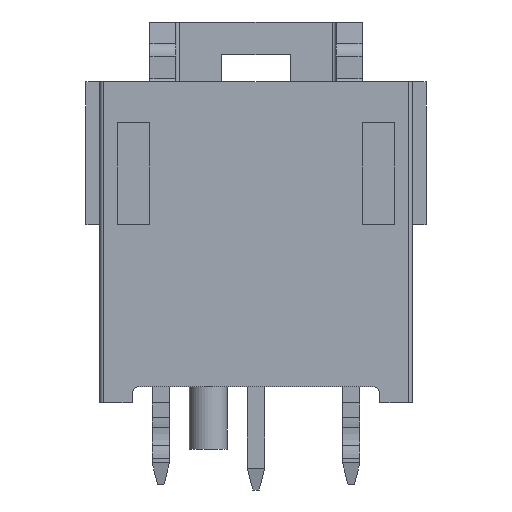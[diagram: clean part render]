
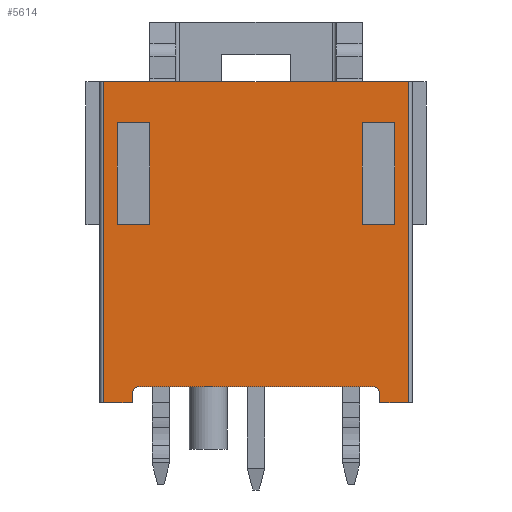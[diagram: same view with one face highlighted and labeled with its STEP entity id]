
A CAD part, front view. The second image highlights one B-rep face of the part: STEP entity #5614.
In plain terms, the highlighted planar face has unit normal (0, -1, 0).
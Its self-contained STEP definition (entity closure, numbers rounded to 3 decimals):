
#1=DIRECTION('',(0.,0.,-1.));
#2=VECTOR('',#1,11.8);
#3=CARTESIAN_POINT('',(-5.6,-5.,5.9));
#4=LINE('',#3,#2);
#5=DIRECTION('',(1.,0.,0.));
#6=VECTOR('',#5,11.2);
#7=CARTESIAN_POINT('',(-5.6,-5.,5.9));
#8=LINE('',#7,#6);
#9=DIRECTION('',(0.,0.,1.));
#10=VECTOR('',#9,11.8);
#11=CARTESIAN_POINT('',(5.6,-5.,-5.9));
#12=LINE('',#11,#10);
#13=DIRECTION('',(-1.,0.,0.));
#14=VECTOR('',#13,1.05);
#15=CARTESIAN_POINT('',(5.6,-5.,-5.9));
#16=LINE('',#15,#14);
#17=DIRECTION('',(0.,0.,1.));
#18=VECTOR('',#17,0.35);
#19=CARTESIAN_POINT('',(4.55,-5.,-5.9));
#20=LINE('',#19,#18);
#21=CARTESIAN_POINT('',(4.3,-5.,-5.55));
#22=DIRECTION('',(0.,1.,0.));
#23=DIRECTION('',(0.,0.,1.));
#24=AXIS2_PLACEMENT_3D('',#21,#22,#23);
#26=DIRECTION('',(1.,0.,0.));
#27=VECTOR('',#26,8.6);
#28=CARTESIAN_POINT('',(-4.3,-5.,-5.3));
#29=LINE('',#28,#27);
#30=CARTESIAN_POINT('',(-4.3,-5.,-5.55));
#31=DIRECTION('',(0.,1.,0.));
#32=DIRECTION('',(-1.,0.,0.));
#33=AXIS2_PLACEMENT_3D('',#30,#31,#32);
#35=DIRECTION('',(0.,0.,1.));
#36=VECTOR('',#35,0.35);
#37=CARTESIAN_POINT('',(-4.55,-5.,-5.9));
#38=LINE('',#37,#36);
#39=DIRECTION('',(-1.,0.,0.));
#40=VECTOR('',#39,1.05);
#41=CARTESIAN_POINT('',(-4.55,-5.,-5.9));
#42=LINE('',#41,#40);
#43=DIRECTION('',(0.,0.,-1.));
#44=VECTOR('',#43,3.74);
#45=CARTESIAN_POINT('',(-5.1,-5.,4.4));
#46=LINE('',#45,#44);
#47=DIRECTION('',(1.,0.,0.));
#48=VECTOR('',#47,1.2);
#49=CARTESIAN_POINT('',(-5.1,-5.,0.66));
#50=LINE('',#49,#48);
#51=DIRECTION('',(0.,0.,1.));
#52=VECTOR('',#51,3.74);
#53=CARTESIAN_POINT('',(-3.9,-5.,0.66));
#54=LINE('',#53,#52);
#55=DIRECTION('',(-1.,0.,0.));
#56=VECTOR('',#55,1.2);
#57=CARTESIAN_POINT('',(-3.9,-5.,4.4));
#58=LINE('',#57,#56);
#59=DIRECTION('',(-1.,0.,0.));
#60=VECTOR('',#59,1.2);
#61=CARTESIAN_POINT('',(5.1,-5.,4.4));
#62=LINE('',#61,#60);
#63=DIRECTION('',(0.,0.,-1.));
#64=VECTOR('',#63,3.74);
#65=CARTESIAN_POINT('',(3.9,-5.,4.4));
#66=LINE('',#65,#64);
#67=DIRECTION('',(1.,0.,0.));
#68=VECTOR('',#67,1.2);
#69=CARTESIAN_POINT('',(3.9,-5.,0.66));
#70=LINE('',#69,#68);
#71=DIRECTION('',(0.,0.,1.));
#72=VECTOR('',#71,3.74);
#73=CARTESIAN_POINT('',(5.1,-5.,0.66));
#74=LINE('',#73,#72);
#4293=CARTESIAN_POINT('',(-4.55,-5.,-5.9));
#4294=CARTESIAN_POINT('',(-4.55,-5.,-5.55));
#4295=VERTEX_POINT('',#4293);
#4296=VERTEX_POINT('',#4294);
#4297=CARTESIAN_POINT('',(-4.3,-5.,-5.3));
#4298=VERTEX_POINT('',#4297);
#4299=CARTESIAN_POINT('',(4.3,-5.,-5.3));
#4300=VERTEX_POINT('',#4299);
#4301=CARTESIAN_POINT('',(4.55,-5.,-5.55));
#4302=VERTEX_POINT('',#4301);
#4303=CARTESIAN_POINT('',(4.55,-5.,-5.9));
#4304=VERTEX_POINT('',#4303);
#5010=CARTESIAN_POINT('',(-5.6,-5.,-5.9));
#5012=VERTEX_POINT('',#5010);
#5016=CARTESIAN_POINT('',(-5.6,-5.,5.9));
#5017=VERTEX_POINT('',#5016);
#5026=CARTESIAN_POINT('',(5.6,-5.,5.9));
#5028=VERTEX_POINT('',#5026);
#5032=CARTESIAN_POINT('',(5.6,-5.,-5.9));
#5033=VERTEX_POINT('',#5032);
#5551=CARTESIAN_POINT('',(-5.1,-5.,4.4));
#5552=CARTESIAN_POINT('',(-5.1,-5.,0.66));
#5553=VERTEX_POINT('',#5551);
#5554=VERTEX_POINT('',#5552);
#5555=CARTESIAN_POINT('',(-3.9,-5.,0.66));
#5556=VERTEX_POINT('',#5555);
#5557=CARTESIAN_POINT('',(-3.9,-5.,4.4));
#5558=VERTEX_POINT('',#5557);
#5559=CARTESIAN_POINT('',(5.1,-5.,4.4));
#5560=CARTESIAN_POINT('',(3.9,-5.,4.4));
#5561=VERTEX_POINT('',#5559);
#5562=VERTEX_POINT('',#5560);
#5563=CARTESIAN_POINT('',(3.9,-5.,0.66));
#5564=VERTEX_POINT('',#5563);
#5565=CARTESIAN_POINT('',(5.1,-5.,0.66));
#5566=VERTEX_POINT('',#5565);
#5567=CARTESIAN_POINT('',(0.,-5.,0.));
#5568=DIRECTION('',(0.,1.,0.));
#5569=DIRECTION('',(1.,0.,0.));
#5570=AXIS2_PLACEMENT_3D('',#5567,#5568,#5569);
#5571=PLANE('',#5570);
#5573=ORIENTED_EDGE('',*,*,#5572,.F.);
#5575=ORIENTED_EDGE('',*,*,#5574,.T.);
#5577=ORIENTED_EDGE('',*,*,#5576,.F.);
#5579=ORIENTED_EDGE('',*,*,#5578,.T.);
#5581=ORIENTED_EDGE('',*,*,#5580,.T.);
#5583=ORIENTED_EDGE('',*,*,#5582,.F.);
#5585=ORIENTED_EDGE('',*,*,#5584,.F.);
#5587=ORIENTED_EDGE('',*,*,#5586,.F.);
#5589=ORIENTED_EDGE('',*,*,#5588,.F.);
#5591=ORIENTED_EDGE('',*,*,#5590,.T.);
#5592=EDGE_LOOP('',(#5573,#5575,#5577,#5579,#5581,#5583,#5585,#5587,#5589,
#5591));
#5593=FACE_OUTER_BOUND('',#5592,.F.);
#5595=ORIENTED_EDGE('',*,*,#5594,.T.);
#5597=ORIENTED_EDGE('',*,*,#5596,.T.);
#5599=ORIENTED_EDGE('',*,*,#5598,.T.);
#5601=ORIENTED_EDGE('',*,*,#5600,.T.);
#5602=EDGE_LOOP('',(#5595,#5597,#5599,#5601));
#5603=FACE_BOUND('',#5602,.F.);
#5605=ORIENTED_EDGE('',*,*,#5604,.T.);
#5607=ORIENTED_EDGE('',*,*,#5606,.T.);
#5609=ORIENTED_EDGE('',*,*,#5608,.T.);
#5611=ORIENTED_EDGE('',*,*,#5610,.T.);
#5612=EDGE_LOOP('',(#5605,#5607,#5609,#5611));
#5613=FACE_BOUND('',#5612,.F.);
#5614=ADVANCED_FACE('',(#5593,#5603,#5613),#5571,.F.);
#25=CIRCLE('',#24,0.25);
#34=CIRCLE('',#33,0.25);
#5572=EDGE_CURVE('',#5017,#5012,#4,.T.);
#5574=EDGE_CURVE('',#5017,#5028,#8,.T.);
#5576=EDGE_CURVE('',#5033,#5028,#12,.T.);
#5578=EDGE_CURVE('',#5033,#4304,#16,.T.);
#5580=EDGE_CURVE('',#4304,#4302,#20,.T.);
#5582=EDGE_CURVE('',#4300,#4302,#25,.T.);
#5584=EDGE_CURVE('',#4298,#4300,#29,.T.);
#5586=EDGE_CURVE('',#4296,#4298,#34,.T.);
#5588=EDGE_CURVE('',#4295,#4296,#38,.T.);
#5590=EDGE_CURVE('',#4295,#5012,#42,.T.);
#5594=EDGE_CURVE('',#5553,#5554,#46,.T.);
#5596=EDGE_CURVE('',#5554,#5556,#50,.T.);
#5598=EDGE_CURVE('',#5556,#5558,#54,.T.);
#5600=EDGE_CURVE('',#5558,#5553,#58,.T.);
#5604=EDGE_CURVE('',#5561,#5562,#62,.T.);
#5606=EDGE_CURVE('',#5562,#5564,#66,.T.);
#5608=EDGE_CURVE('',#5564,#5566,#70,.T.);
#5610=EDGE_CURVE('',#5566,#5561,#74,.T.);
